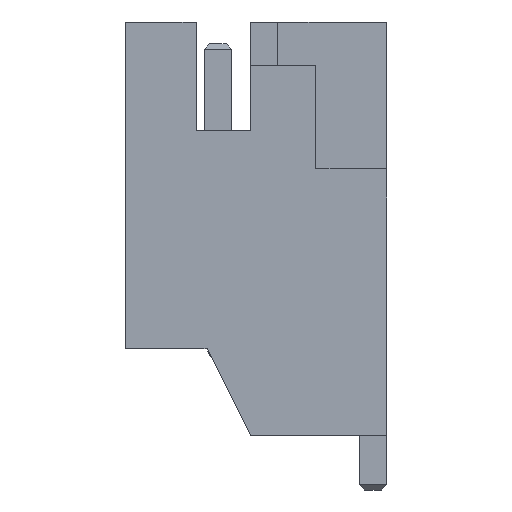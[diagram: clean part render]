
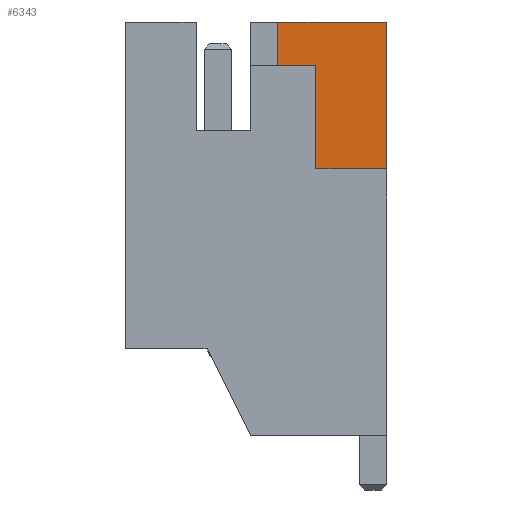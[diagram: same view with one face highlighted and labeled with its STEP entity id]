
A CAD part, left-side view. The second image highlights one B-rep face of the part: STEP entity #6343.
In plain terms, the highlighted planar face has unit normal (-1, 0, 0).
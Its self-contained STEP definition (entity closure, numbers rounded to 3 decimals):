
#6026 = EDGE_CURVE('',#6027,#6029,#6031,.T.);
#6027 = VERTEX_POINT('',#6028);
#6028 = CARTESIAN_POINT('',(-3.55,2.,-3.3));
#6029 = VERTEX_POINT('',#6030);
#6030 = CARTESIAN_POINT('',(-3.55,2.,0.));
#6031 = SURFACE_CURVE('',#6032,(#6036,#6048),.PCURVE_S1.);
#6032 = LINE('',#6033,#6034);
#6033 = CARTESIAN_POINT('',(-3.55,2.,-2.475));
#6034 = VECTOR('',#6035,1.);
#6035 = DIRECTION('',(0.,0.,1.));
#6036 = PCURVE('',#6037,#6042);
#6037 = PLANE('',#6038);
#6038 = AXIS2_PLACEMENT_3D('',#6039,#6040,#6041);
#6039 = CARTESIAN_POINT('',(-3.05,2.,-3.3));
#6040 = DIRECTION('',(0.,-1.,0.));
#6041 = DIRECTION('',(0.,0.,1.));
#6042 = DEFINITIONAL_REPRESENTATION('',(#6043),#6047);
#6043 = LINE('',#6044,#6045);
#6044 = CARTESIAN_POINT('',(0.825,0.5));
#6045 = VECTOR('',#6046,1.);
#6046 = DIRECTION('',(1.,0.));
#6047 = ( GEOMETRIC_REPRESENTATION_CONTEXT(2) 
PARAMETRIC_REPRESENTATION_CONTEXT() REPRESENTATION_CONTEXT('2D SPACE',''
  ) );
#6048 = PCURVE('',#6049,#6054);
#6049 = PLANE('',#6050);
#6050 = AXIS2_PLACEMENT_3D('',#6051,#6052,#6053);
#6051 = CARTESIAN_POINT('',(-3.55,1.,-1.65));
#6052 = DIRECTION('',(-1.,0.,0.));
#6053 = DIRECTION('',(0.,0.,1.));
#6054 = DEFINITIONAL_REPRESENTATION('',(#6055),#6059);
#6055 = LINE('',#6056,#6057);
#6056 = CARTESIAN_POINT('',(-0.825,1.));
#6057 = VECTOR('',#6058,1.);
#6058 = DIRECTION('',(1.,0.));
#6059 = ( GEOMETRIC_REPRESENTATION_CONTEXT(2) 
PARAMETRIC_REPRESENTATION_CONTEXT() REPRESENTATION_CONTEXT('2D SPACE',''
  ) );
#6077 = PLANE('',#6078);
#6078 = AXIS2_PLACEMENT_3D('',#6079,#6080,#6081);
#6079 = CARTESIAN_POINT('',(-3.05,2.,0.));
#6080 = DIRECTION('',(0.,0.,-1.));
#6081 = DIRECTION('',(0.,-1.,0.));
#6131 = PLANE('',#6132);
#6132 = AXIS2_PLACEMENT_3D('',#6133,#6134,#6135);
#6133 = CARTESIAN_POINT('',(-3.05,0.,-3.3));
#6134 = DIRECTION('',(0.,0.,1.));
#6135 = DIRECTION('',(0.,1.,0.));
#6146 = EDGE_CURVE('',#6147,#6027,#6149,.T.);
#6147 = VERTEX_POINT('',#6148);
#6148 = CARTESIAN_POINT('',(-3.55,0.,-3.3));
#6149 = SURFACE_CURVE('',#6150,(#6154,#6161),.PCURVE_S1.);
#6150 = LINE('',#6151,#6152);
#6151 = CARTESIAN_POINT('',(-3.55,0.5,-3.3));
#6152 = VECTOR('',#6153,1.);
#6153 = DIRECTION('',(0.,1.,0.));
#6154 = PCURVE('',#6131,#6155);
#6155 = DEFINITIONAL_REPRESENTATION('',(#6156),#6160);
#6156 = LINE('',#6157,#6158);
#6157 = CARTESIAN_POINT('',(0.5,0.5));
#6158 = VECTOR('',#6159,1.);
#6159 = DIRECTION('',(1.,0.));
#6160 = ( GEOMETRIC_REPRESENTATION_CONTEXT(2) 
PARAMETRIC_REPRESENTATION_CONTEXT() REPRESENTATION_CONTEXT('2D SPACE',''
  ) );
#6161 = PCURVE('',#6049,#6162);
#6162 = DEFINITIONAL_REPRESENTATION('',(#6163),#6167);
#6163 = LINE('',#6164,#6165);
#6164 = CARTESIAN_POINT('',(-1.65,-0.5));
#6165 = VECTOR('',#6166,1.);
#6166 = DIRECTION('',(0.,1.));
#6167 = ( GEOMETRIC_REPRESENTATION_CONTEXT(2) 
PARAMETRIC_REPRESENTATION_CONTEXT() REPRESENTATION_CONTEXT('2D SPACE',''
  ) );
#6207 = PLANE('',#6208);
#6208 = AXIS2_PLACEMENT_3D('',#6209,#6210,#6211);
#6209 = CARTESIAN_POINT('',(-3.05,0.,0.));
#6210 = DIRECTION('',(0.,1.,0.));
#6211 = DIRECTION('',(0.,0.,-1.));
#6222 = EDGE_CURVE('',#6223,#6147,#6225,.T.);
#6223 = VERTEX_POINT('',#6224);
#6224 = CARTESIAN_POINT('',(-3.55,0.,0.));
#6225 = SURFACE_CURVE('',#6226,(#6230,#6237),.PCURVE_S1.);
#6226 = LINE('',#6227,#6228);
#6227 = CARTESIAN_POINT('',(-3.55,0.,-0.825));
#6228 = VECTOR('',#6229,1.);
#6229 = DIRECTION('',(0.,0.,-1.));
#6230 = PCURVE('',#6207,#6231);
#6231 = DEFINITIONAL_REPRESENTATION('',(#6232),#6236);
#6232 = LINE('',#6233,#6234);
#6233 = CARTESIAN_POINT('',(0.825,0.5));
#6234 = VECTOR('',#6235,1.);
#6235 = DIRECTION('',(1.,0.));
#6236 = ( GEOMETRIC_REPRESENTATION_CONTEXT(2) 
PARAMETRIC_REPRESENTATION_CONTEXT() REPRESENTATION_CONTEXT('2D SPACE',''
  ) );
#6237 = PCURVE('',#6049,#6238);
#6238 = DEFINITIONAL_REPRESENTATION('',(#6239),#6243);
#6239 = LINE('',#6240,#6241);
#6240 = CARTESIAN_POINT('',(0.825,-1.));
#6241 = VECTOR('',#6242,1.);
#6242 = DIRECTION('',(-1.,0.));
#6243 = ( GEOMETRIC_REPRESENTATION_CONTEXT(2) 
PARAMETRIC_REPRESENTATION_CONTEXT() REPRESENTATION_CONTEXT('2D SPACE',''
  ) );
#6293 = EDGE_CURVE('',#6029,#6223,#6294,.T.);
#6294 = SURFACE_CURVE('',#6295,(#6299,#6306),.PCURVE_S1.);
#6295 = LINE('',#6296,#6297);
#6296 = CARTESIAN_POINT('',(-3.55,1.5,0.));
#6297 = VECTOR('',#6298,1.);
#6298 = DIRECTION('',(0.,-1.,0.));
#6299 = PCURVE('',#6077,#6300);
#6300 = DEFINITIONAL_REPRESENTATION('',(#6301),#6305);
#6301 = LINE('',#6302,#6303);
#6302 = CARTESIAN_POINT('',(0.5,0.5));
#6303 = VECTOR('',#6304,1.);
#6304 = DIRECTION('',(1.,0.));
#6305 = ( GEOMETRIC_REPRESENTATION_CONTEXT(2) 
PARAMETRIC_REPRESENTATION_CONTEXT() REPRESENTATION_CONTEXT('2D SPACE',''
  ) );
#6306 = PCURVE('',#6049,#6307);
#6307 = DEFINITIONAL_REPRESENTATION('',(#6308),#6312);
#6308 = LINE('',#6309,#6310);
#6309 = CARTESIAN_POINT('',(1.65,0.5));
#6310 = VECTOR('',#6311,1.);
#6311 = DIRECTION('',(0.,-1.));
#6312 = ( GEOMETRIC_REPRESENTATION_CONTEXT(2) 
PARAMETRIC_REPRESENTATION_CONTEXT() REPRESENTATION_CONTEXT('2D SPACE',''
  ) );
#6343 = ADVANCED_FACE('',(#6344),#6049,.T.);
#6344 = FACE_BOUND('',#6345,.T.);
#6345 = EDGE_LOOP('',(#6346,#6347,#6348,#6349));
#6346 = ORIENTED_EDGE('',*,*,#6146,.F.);
#6347 = ORIENTED_EDGE('',*,*,#6222,.F.);
#6348 = ORIENTED_EDGE('',*,*,#6293,.F.);
#6349 = ORIENTED_EDGE('',*,*,#6026,.F.);
